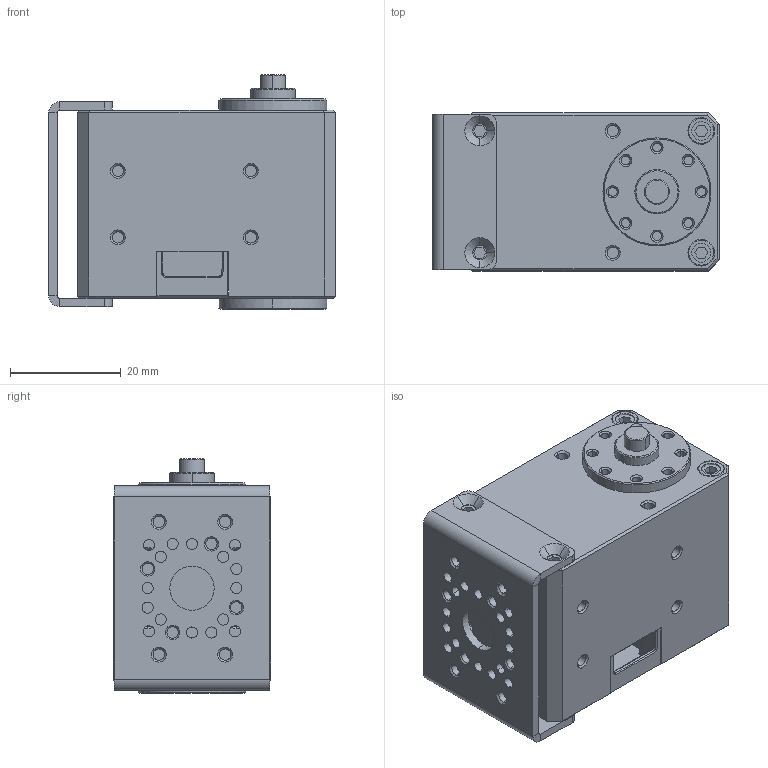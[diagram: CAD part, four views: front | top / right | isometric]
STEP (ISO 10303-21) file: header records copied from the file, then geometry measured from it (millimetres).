
FILE_DESCRIPTION (( 'STEP AP214' ), '1' );
FILE_NAME ('wrist_roll_link.STEP', '2022-10-17T11:12:40', ( '' ), ( '' ), 'SwSTEP 2.0', 'SolidWorks 2021', '' );
FILE_SCHEMA (( 'AUTOMOTIVE_DESIGN' ));
Length unit declared in the file: millimetre
Products named in the file (4): fr12_s102; wrist_roll_link; WristLink; XM,H-430_idler
Assembly tree (3 placements, depth 3):
  wrist_roll_link
    WristLink
      XM,H-430_idler
      fr12_s102
Bounding box: 51.75 x 28.5 x 42.4 mm (x, y, z)
Volume: 46957.4 mm3; surface area: 16106.9 mm2
Topology: 19 solids, 19 shells, 899 faces, 2167 edges, 1348 vertices
Faces by surface type: plane 336, cylinder 285, cone 272, torus 4, bspline 2
Entity records: 35300 total; most frequent: DIRECTION 4804, CARTESIAN_POINT 4735, ORIENTED_EDGE 4266, EDGE_CURVE 2133, AXIS2_PLACEMENT_3D 1817, VERTEX_POINT 1348, LINE 1170, VECTOR 1170
